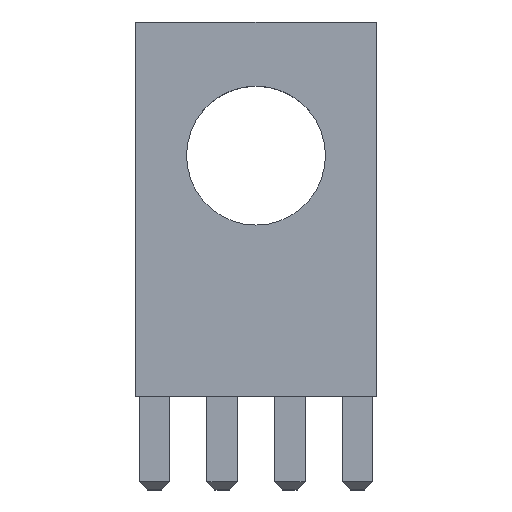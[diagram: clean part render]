
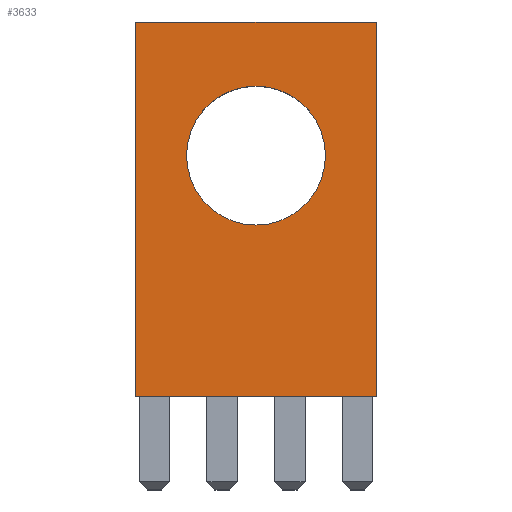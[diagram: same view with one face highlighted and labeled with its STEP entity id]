
A CAD part, top view. The second image highlights one B-rep face of the part: STEP entity #3633.
In plain terms, the highlighted planar face has unit normal (0, 0, 1).
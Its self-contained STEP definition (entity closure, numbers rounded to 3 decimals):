
#59 = VECTOR ( 'NONE', #1661, 1000. ) ;
#75 = EDGE_LOOP ( 'NONE', ( #2878, #347 ) ) ;
#146 = EDGE_CURVE ( 'NONE', #655, #3735, #2255, .T. ) ;
#197 = DIRECTION ( 'NONE',  ( -1., 0., 0. ) ) ;
#327 = EDGE_CURVE ( 'NONE', #3142, #2382, #2796, .T. ) ;
#347 = ORIENTED_EDGE ( 'NONE', *, *, #327, .F. ) ;
#506 = CARTESIAN_POINT ( 'NONE',  ( -4.5, 3., 4.5 ) ) ;
#655 = VERTEX_POINT ( 'NONE', #1965 ) ;
#663 = DIRECTION ( 'NONE',  ( 1., 0., 0. ) ) ;
#946 = CARTESIAN_POINT ( 'NONE',  ( -4.5, 14., 4.5 ) ) ;
#1036 = DIRECTION ( 'NONE',  ( 1., 0., 0. ) ) ;
#1070 = DIRECTION ( 'NONE',  ( 0., 0., 1. ) ) ;
#1184 = DIRECTION ( 'NONE',  ( 0., -1., 0. ) ) ;
#1223 = AXIS2_PLACEMENT_3D ( 'NONE', #4150, #4961, #1036 ) ;
#1495 = EDGE_CURVE ( 'NONE', #2382, #3142, #3770, .T. ) ;
#1524 = DIRECTION ( 'NONE',  ( 1., 0., 0. ) ) ;
#1661 = DIRECTION ( 'NONE',  ( 0., -1., 0. ) ) ;
#1893 = CARTESIAN_POINT ( 'NONE',  ( -4.5, 0., 4.5 ) ) ;
#1908 = VERTEX_POINT ( 'NONE', #3701 ) ;
#1965 = CARTESIAN_POINT ( 'NONE',  ( 4.5, 14., 4.5 ) ) ;
#2020 = ORIENTED_EDGE ( 'NONE', *, *, #146, .F. ) ;
#2052 = CARTESIAN_POINT ( 'NONE',  ( 4.5, 0., 4.5 ) ) ;
#2099 = LINE ( 'NONE', #506, #59 ) ;
#2255 = LINE ( 'NONE', #2757, #3038 ) ;
#2382 = VERTEX_POINT ( 'NONE', #2529 ) ;
#2525 = PLANE ( 'NONE',  #2553 ) ;
#2529 = CARTESIAN_POINT ( 'NONE',  ( 2.6, 9., 4.5 ) ) ;
#2553 = AXIS2_PLACEMENT_3D ( 'NONE', #3295, #4070, #197 ) ;
#2564 = EDGE_LOOP ( 'NONE', ( #4462, #2020, #3697, #4641 ) ) ;
#2601 = EDGE_CURVE ( 'NONE', #2603, #3735, #5012, .T. ) ;
#2603 = VERTEX_POINT ( 'NONE', #1893 ) ;
#2665 = CARTESIAN_POINT ( 'NONE',  ( -4.5, 0., 4.5 ) ) ;
#2757 = CARTESIAN_POINT ( 'NONE',  ( 4.5, 3., 4.5 ) ) ;
#2796 = CIRCLE ( 'NONE', #1223, 2.6 ) ;
#2878 = ORIENTED_EDGE ( 'NONE', *, *, #1495, .F. ) ;
#2926 = EDGE_CURVE ( 'NONE', #1908, #2603, #2099, .T. ) ;
#3038 = VECTOR ( 'NONE', #1184, 1000. ) ;
#3142 = VERTEX_POINT ( 'NONE', #4900 ) ;
#3161 = VECTOR ( 'NONE', #1524, 1000. ) ;
#3244 = VECTOR ( 'NONE', #4851, 1000. ) ;
#3295 = CARTESIAN_POINT ( 'NONE',  ( -4.5, 3., 4.5 ) ) ;
#3633 = ADVANCED_FACE ( 'NONE', ( #3897, #4877 ), #2525, .F. ) ;
#3697 = ORIENTED_EDGE ( 'NONE', *, *, #5019, .F. ) ;
#3701 = CARTESIAN_POINT ( 'NONE',  ( -4.5, 14., 4.5 ) ) ;
#3735 = VERTEX_POINT ( 'NONE', #2052 ) ;
#3770 = CIRCLE ( 'NONE', #4977, 2.6 ) ;
#3897 = FACE_OUTER_BOUND ( 'NONE', #2564, .T. ) ;
#4070 = DIRECTION ( 'NONE',  ( 0., 0., -1. ) ) ;
#4150 = CARTESIAN_POINT ( 'NONE',  ( 0., 9., 4.5 ) ) ;
#4292 = LINE ( 'NONE', #946, #3244 ) ;
#4462 = ORIENTED_EDGE ( 'NONE', *, *, #2601, .T. ) ;
#4525 = CARTESIAN_POINT ( 'NONE',  ( 0., 9., 4.5 ) ) ;
#4641 = ORIENTED_EDGE ( 'NONE', *, *, #2926, .T. ) ;
#4851 = DIRECTION ( 'NONE',  ( 1., 0., 0. ) ) ;
#4877 = FACE_BOUND ( 'NONE', #75, .T. ) ;
#4900 = CARTESIAN_POINT ( 'NONE',  ( -2.6, 9., 4.5 ) ) ;
#4961 = DIRECTION ( 'NONE',  ( 0., 0., 1. ) ) ;
#4977 = AXIS2_PLACEMENT_3D ( 'NONE', #4525, #1070, #663 ) ;
#5012 = LINE ( 'NONE', #2665, #3161 ) ;
#5019 = EDGE_CURVE ( 'NONE', #1908, #655, #4292, .T. ) ;
